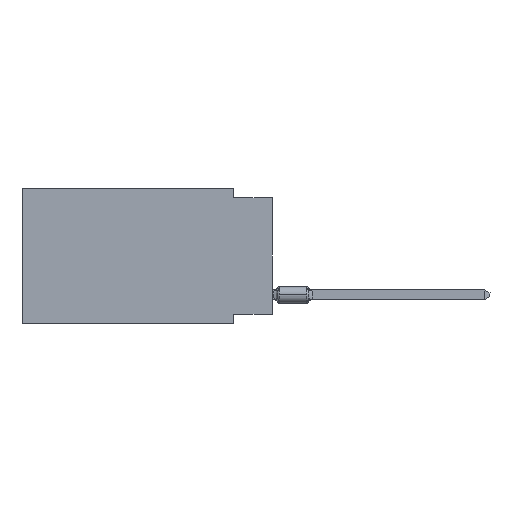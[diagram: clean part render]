
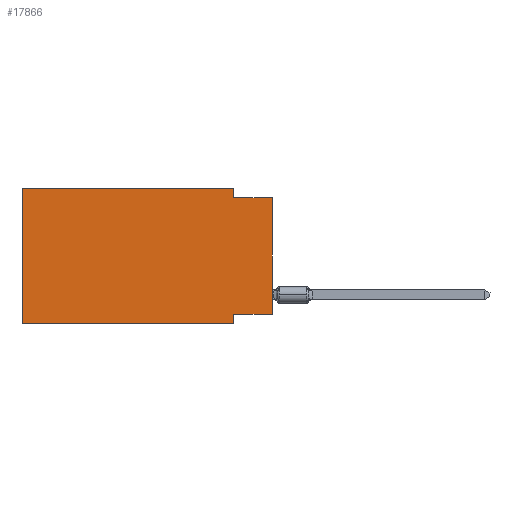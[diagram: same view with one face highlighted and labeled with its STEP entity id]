
A CAD part, left-side view. The second image highlights one B-rep face of the part: STEP entity #17866.
In plain terms, the highlighted planar face has unit normal (-1, 0, 0).
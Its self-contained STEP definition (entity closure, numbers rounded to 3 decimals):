
#89 = EDGE_CURVE ( 'NONE', #16229, #1779, #7930, .T. ) ;
#757 = CARTESIAN_POINT ( 'NONE',  ( 0., 0., 0. ) ) ;
#931 = VERTEX_POINT ( 'NONE', #1773 ) ;
#1047 = CARTESIAN_POINT ( 'NONE',  ( 0., 16.383, 0. ) ) ;
#1135 = VERTEX_POINT ( 'NONE', #9205 ) ;
#1327 = CARTESIAN_POINT ( 'NONE',  ( 0., 16.383, 0. ) ) ;
#1586 = DIRECTION ( 'NONE',  ( 0., -1., 0. ) ) ;
#1677 = CARTESIAN_POINT ( 'NONE',  ( 0., 16.383, -8.89 ) ) ;
#1773 = CARTESIAN_POINT ( 'NONE',  ( 0., 2.54, -0.635 ) ) ;
#1779 = VERTEX_POINT ( 'NONE', #11512 ) ;
#1869 = LINE ( 'NONE', #9020, #12036 ) ;
#2075 = DIRECTION ( 'NONE',  ( 1., 0., 0. ) ) ;
#2208 = CARTESIAN_POINT ( 'NONE',  ( 0., 0., -8.255 ) ) ;
#2574 = EDGE_CURVE ( 'NONE', #931, #3788, #10266, .T. ) ;
#2659 = VECTOR ( 'NONE', #14591, 1000. ) ;
#2765 = LINE ( 'NONE', #1327, #15411 ) ;
#2863 = VERTEX_POINT ( 'NONE', #5540 ) ;
#3016 = ORIENTED_EDGE ( 'NONE', *, *, #13636, .T. ) ;
#3309 = DIRECTION ( 'NONE',  ( 0., 0., -1. ) ) ;
#3381 = CARTESIAN_POINT ( 'NONE',  ( 0., 0., -0.635 ) ) ;
#3750 = ORIENTED_EDGE ( 'NONE', *, *, #14739, .F. ) ;
#3788 = VERTEX_POINT ( 'NONE', #4581 ) ;
#4003 = EDGE_LOOP ( 'NONE', ( #3016, #10982, #3750, #16662, #9495, #11124, #9172, #9823 ) ) ;
#4569 = EDGE_CURVE ( 'NONE', #2863, #1135, #8987, .T. ) ;
#4581 = CARTESIAN_POINT ( 'NONE',  ( 0., 0., -0.635 ) ) ;
#4817 = LINE ( 'NONE', #757, #17723 ) ;
#5540 = CARTESIAN_POINT ( 'NONE',  ( 0., 0., -8.255 ) ) ;
#6057 = PLANE ( 'NONE',  #10578 ) ;
#6138 = CARTESIAN_POINT ( 'NONE',  ( 0., 16.383, 0. ) ) ;
#6568 = DIRECTION ( 'NONE',  ( 0., 0., 1. ) ) ;
#6904 = CARTESIAN_POINT ( 'NONE',  ( 0., 2.54, 0. ) ) ;
#7052 = EDGE_CURVE ( 'NONE', #1779, #13907, #2765, .T. ) ;
#7219 = EDGE_CURVE ( 'NONE', #16229, #13939, #9741, .T. ) ;
#7471 = LINE ( 'NONE', #9011, #16844 ) ;
#7557 = DIRECTION ( 'NONE',  ( 0., 0., -1. ) ) ;
#7930 = LINE ( 'NONE', #1047, #16396 ) ;
#8891 = VECTOR ( 'NONE', #15581, 1000. ) ;
#8987 = LINE ( 'NONE', #2208, #2659 ) ;
#9011 = CARTESIAN_POINT ( 'NONE',  ( 0., 2.54, -8.89 ) ) ;
#9020 = CARTESIAN_POINT ( 'NONE',  ( 0., 2.54, 0. ) ) ;
#9172 = ORIENTED_EDGE ( 'NONE', *, *, #11907, .F. ) ;
#9205 = CARTESIAN_POINT ( 'NONE',  ( 0., 2.54, -8.255 ) ) ;
#9495 = ORIENTED_EDGE ( 'NONE', *, *, #89, .F. ) ;
#9741 = LINE ( 'NONE', #1677, #13702 ) ;
#9823 = ORIENTED_EDGE ( 'NONE', *, *, #4569, .F. ) ;
#10266 = LINE ( 'NONE', #3381, #8891 ) ;
#10320 = DIRECTION ( 'NONE',  ( 0., 0., -1. ) ) ;
#10578 = AXIS2_PLACEMENT_3D ( 'NONE', #6138, #2075, #10320 ) ;
#10982 = ORIENTED_EDGE ( 'NONE', *, *, #2574, .F. ) ;
#11124 = ORIENTED_EDGE ( 'NONE', *, *, #7219, .T. ) ;
#11159 = CARTESIAN_POINT ( 'NONE',  ( 0., 2.54, -8.89 ) ) ;
#11512 = CARTESIAN_POINT ( 'NONE',  ( 0., 16.383, 0. ) ) ;
#11907 = EDGE_CURVE ( 'NONE', #1135, #13939, #7471, .T. ) ;
#12036 = VECTOR ( 'NONE', #3309, 1000. ) ;
#12360 = DIRECTION ( 'NONE',  ( 0., -1., 0. ) ) ;
#12930 = FACE_OUTER_BOUND ( 'NONE', #4003, .T. ) ;
#13636 = EDGE_CURVE ( 'NONE', #2863, #3788, #4817, .T. ) ;
#13702 = VECTOR ( 'NONE', #1586, 1000. ) ;
#13907 = VERTEX_POINT ( 'NONE', #6904 ) ;
#13939 = VERTEX_POINT ( 'NONE', #11159 ) ;
#14472 = CARTESIAN_POINT ( 'NONE',  ( 0., 16.383, -8.89 ) ) ;
#14591 = DIRECTION ( 'NONE',  ( 0., 1., 0. ) ) ;
#14739 = EDGE_CURVE ( 'NONE', #13907, #931, #1869, .T. ) ;
#15411 = VECTOR ( 'NONE', #12360, 1000. ) ;
#15581 = DIRECTION ( 'NONE',  ( 0., -1., 0. ) ) ;
#15926 = DIRECTION ( 'NONE',  ( 0., 0., 1. ) ) ;
#16229 = VERTEX_POINT ( 'NONE', #14472 ) ;
#16396 = VECTOR ( 'NONE', #6568, 1000. ) ;
#16662 = ORIENTED_EDGE ( 'NONE', *, *, #7052, .F. ) ;
#16844 = VECTOR ( 'NONE', #7557, 1000. ) ;
#17723 = VECTOR ( 'NONE', #15926, 1000. ) ;
#17866 = ADVANCED_FACE ( 'NONE', ( #12930 ), #6057, .F. ) ;
